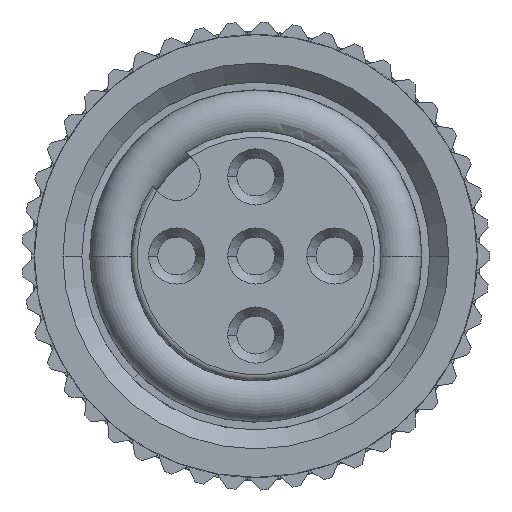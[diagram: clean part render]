
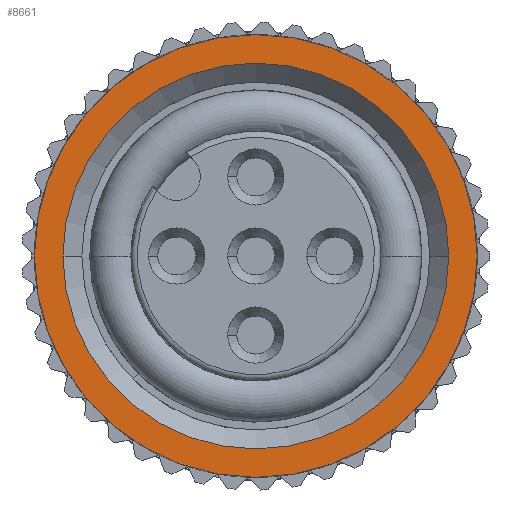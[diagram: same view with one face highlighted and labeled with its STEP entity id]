
A CAD part, left-side view. The second image highlights one B-rep face of the part: STEP entity #8661.
In plain terms, the highlighted planar face has unit normal (-1, 0, 0).
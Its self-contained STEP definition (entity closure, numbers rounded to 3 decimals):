
#436=CARTESIAN_POINT('',(1.,0.,0.));
#437=DIRECTION('',(1.,0.,0.));
#438=DIRECTION('',(0.,1.,0.));
#439=AXIS2_PLACEMENT_3D('',#436,#437,#438);
#454=CARTESIAN_POINT('',(1.,0.,0.));
#455=DIRECTION('',(-1.,0.,0.));
#456=DIRECTION('',(0.,0.,1.));
#457=AXIS2_PLACEMENT_3D('',#454,#455,#456);
#459=CARTESIAN_POINT('',(1.,0.,0.));
#460=DIRECTION('',(-1.,0.,0.));
#461=DIRECTION('',(0.,0.,-1.));
#462=AXIS2_PLACEMENT_3D('',#459,#460,#461);
#6484=CARTESIAN_POINT('',(1.,0.,0.));
#6485=DIRECTION('',(1.,0.,0.));
#6486=DIRECTION('',(0.,-1.,0.));
#6487=AXIS2_PLACEMENT_3D('',#6484,#6485,#6486);
#7007=CARTESIAN_POINT('',(1.,0.,7.));
#7008=CARTESIAN_POINT('',(1.,0.,-7.));
#7009=VERTEX_POINT('',#7007);
#7010=VERTEX_POINT('',#7008);
#7019=CARTESIAN_POINT('',(1.,-6.1,0.));
#7020=CARTESIAN_POINT('',(1.,6.1,0.));
#7021=VERTEX_POINT('',#7019);
#7022=VERTEX_POINT('',#7020);
#8645=CARTESIAN_POINT('',(1.,0.,0.));
#8646=DIRECTION('',(-1.,0.,0.));
#8647=DIRECTION('',(0.,0.,-1.));
#8648=AXIS2_PLACEMENT_3D('',#8645,#8646,#8647);
#8649=PLANE('',#8648);
#8651=ORIENTED_EDGE('',*,*,#8650,.F.);
#8653=ORIENTED_EDGE('',*,*,#8652,.F.);
#8654=EDGE_LOOP('',(#8651,#8653));
#8655=FACE_OUTER_BOUND('',#8654,.F.);
#8657=ORIENTED_EDGE('',*,*,#8656,.F.);
#8658=ORIENTED_EDGE('',*,*,#8623,.F.);
#8659=EDGE_LOOP('',(#8657,#8658));
#8660=FACE_BOUND('',#8659,.F.);
#8661=ADVANCED_FACE('',(#8655,#8660),#8649,.T.);
#440=CIRCLE('',#439,6.1);
#458=CIRCLE('',#457,7.);
#463=CIRCLE('',#462,7.);
#6488=CIRCLE('',#6487,6.1);
#8623=EDGE_CURVE('',#7022,#7021,#440,.T.);
#8650=EDGE_CURVE('',#7009,#7010,#458,.T.);
#8652=EDGE_CURVE('',#7010,#7009,#463,.T.);
#8656=EDGE_CURVE('',#7021,#7022,#6488,.T.);
